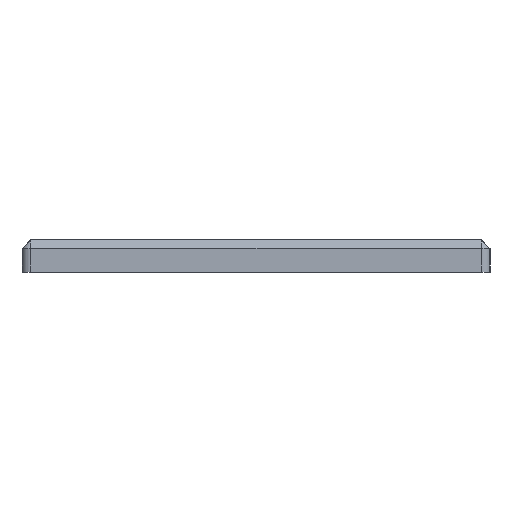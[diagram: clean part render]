
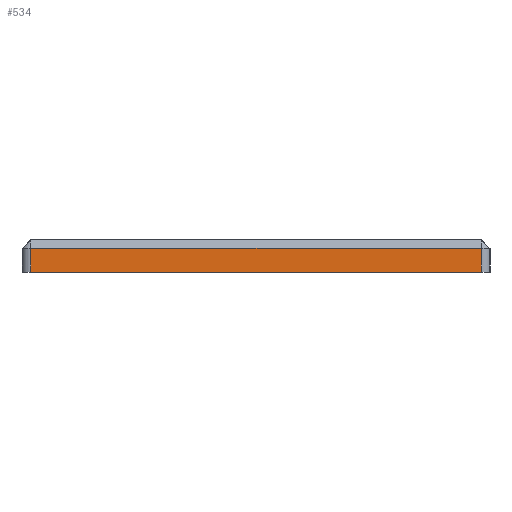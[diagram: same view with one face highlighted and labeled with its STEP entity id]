
A CAD part, left-side view. The second image highlights one B-rep face of the part: STEP entity #534.
In plain terms, the highlighted planar face has unit normal (-1, 0, 0).
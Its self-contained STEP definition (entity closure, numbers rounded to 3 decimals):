
#37=PLANE('',#603);
#68=FACE_OUTER_BOUND('',#102,.T.);
#102=EDGE_LOOP('',(#437,#438,#439,#440));
#148=LINE('',#884,#196);
#153=LINE('',#900,#201);
#155=LINE('',#906,#203);
#156=LINE('',#907,#204);
#196=VECTOR('',#722,10.);
#201=VECTOR('',#743,10.);
#203=VECTOR('',#749,10.);
#204=VECTOR('',#750,10.);
#268=VERTEX_POINT('',#878);
#270=VERTEX_POINT('',#882);
#273=VERTEX_POINT('',#899);
#275=VERTEX_POINT('',#905);
#329=EDGE_CURVE('',#270,#268,#148,.T.);
#337=EDGE_CURVE('',#268,#273,#153,.T.);
#340=EDGE_CURVE('',#275,#270,#155,.T.);
#341=EDGE_CURVE('',#273,#275,#156,.T.);
#437=ORIENTED_EDGE('',*,*,#329,.F.);
#438=ORIENTED_EDGE('',*,*,#340,.F.);
#439=ORIENTED_EDGE('',*,*,#341,.F.);
#440=ORIENTED_EDGE('',*,*,#337,.F.);
#534=ADVANCED_FACE('',(#68),#37,.T.);
#603=AXIS2_PLACEMENT_3D('',#904,#747,#748);
#722=DIRECTION('',(0.,-1.,0.));
#743=DIRECTION('',(0.,0.,-1.));
#747=DIRECTION('center_axis',(-1.,0.,0.));
#748=DIRECTION('ref_axis',(0.,-1.,0.));
#749=DIRECTION('',(0.,0.,1.));
#750=DIRECTION('',(0.,1.,0.));
#878=CARTESIAN_POINT('',(-5.524,-1.898,5.5));
#882=CARTESIAN_POINT('',(-5.524,102.302,5.5));
#884=CARTESIAN_POINT('',(-5.524,77.252,5.5));
#899=CARTESIAN_POINT('',(-5.524,-1.898,0.));
#900=CARTESIAN_POINT('',(-5.524,-1.898,0.));
#904=CARTESIAN_POINT('Origin',(-5.524,104.302,0.));
#905=CARTESIAN_POINT('',(-5.524,102.302,0.));
#906=CARTESIAN_POINT('',(-5.524,102.302,0.));
#907=CARTESIAN_POINT('',(-5.524,-3.898,0.));
